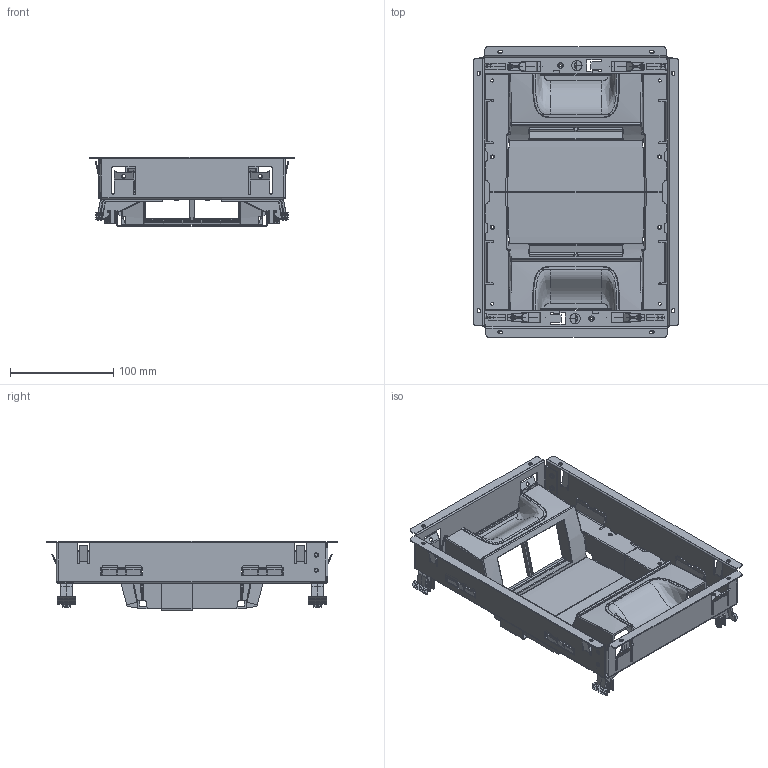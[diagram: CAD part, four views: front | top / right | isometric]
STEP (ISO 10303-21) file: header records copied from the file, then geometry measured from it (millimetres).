
FILE_DESCRIPTION(('CATIA V5 STEP Exchange','CAx-IF Rec.Pracs.--- Model Styling and Organization---1.4--- 2014-01-23'),'2;1');
FILE_NAME('088023.stp','2019-02-12T06:47:47+00:00',('none'),('none'),'CATIA Version 5-6 Release 2017 SP3','CATIA V5 STEP AP214','none');
FILE_SCHEMA(('AUTOMOTIVE_DESIGN { 1 0 10303 214 1 1 1 1 }'));
Length unit declared in the file: millimetre
Products named in the file (8): A010562_A; A010040_A; D006463; 17145-MOD-01_mixed frame T2_demieX2.1; D005844_A; D004804; D004942_A_Vertical Support Mosaic; Crossing fingers
Assembly tree (13 placements, depth 4):
  A010562_A
    A010040_A
      D006463
        17145-MOD-01_mixed frame T2_demieX2.1  x2
        D005844_A
      D004804  x4
    D004942_A_Vertical Support Mosaic  x2
    Crossing fingers  x2
Bounding box: 198.3 x 281.3 x 67.7 mm (x, y, z)
Volume: 188175.2 mm3; surface area: 286619.1 mm2
Topology: 11 solids, 11 shells, 6668 faces, 17128 edges, 10046 vertices
Faces by surface type: plane 2860, cylinder 2012, bspline 1026, sphere 496, cone 148, torus 112, extrusion 14
Entity records: 97723 total; most frequent: CARTESIAN_POINT 41116, ORIENTED_EDGE 13456, DIRECTION 8395, EDGE_CURVE 6728, VERTEX_POINT 4126, VECTOR 3401, LINE 3394, AXIS2_PLACEMENT_3D 3014
